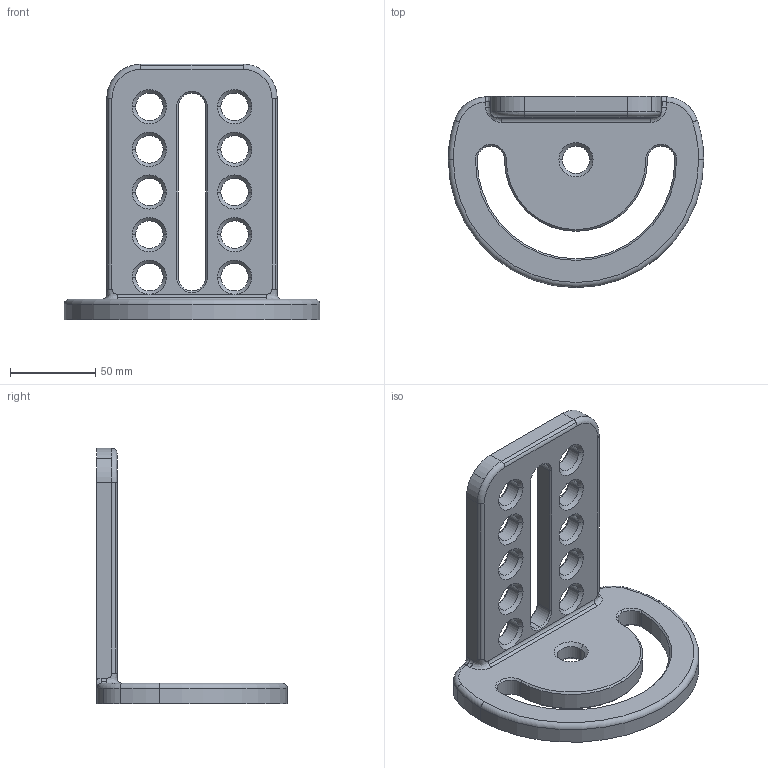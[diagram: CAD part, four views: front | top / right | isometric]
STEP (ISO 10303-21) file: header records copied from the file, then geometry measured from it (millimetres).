
FILE_DESCRIPTION(('STEP AP214'),'1');
FILE_NAME('160101.STP','2011-09-02T12:15:55',(' '),(' '),'Spatial InterOp 3D',' ',' ');
FILE_SCHEMA(('automotive_design'));
Length unit declared in the file: millimetre
Products named in the file (1): Zylinder
Bounding box: 150 x 112 x 150 mm (x, y, z)
Volume: 247018.4 mm3; surface area: 61330.3 mm2
Topology: 1 solids, 1 shells, 145 faces, 361 edges, 216 vertices
Faces by surface type: cone 68, cylinder 53, plane 13, torus 7, bspline 4
Entity records: 6171 total; most frequent: CARTESIAN_POINT 1366, DIRECTION 836, ORIENTED_EDGE 722, EDGE_CURVE 361, AXIS2_PLACEMENT_3D 343, VERTEX_POINT 216, CIRCLE 201, EDGE_LOOP 169
